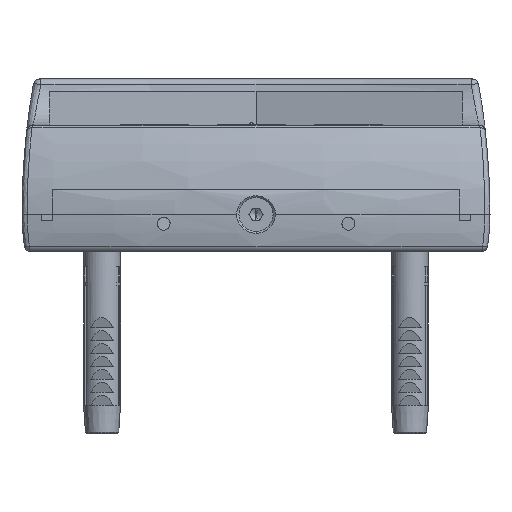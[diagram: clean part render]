
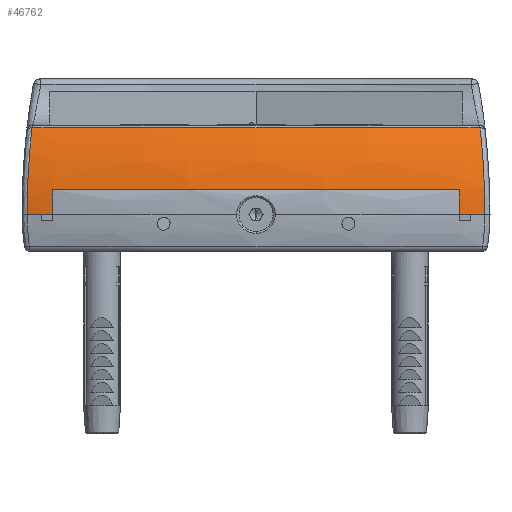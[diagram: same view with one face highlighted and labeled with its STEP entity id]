
A CAD part, front view. The second image highlights one B-rep face of the part: STEP entity #46762.
In plain terms, the highlighted toroidal (fillet/blend) face has major radius 194.389 mm and minor radius 25.611 mm.
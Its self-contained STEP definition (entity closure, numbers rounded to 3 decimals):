
#64 = AXIS2_PLACEMENT_3D ( 'NONE', #57660, #4000, #48094 ) ;
#663 = CARTESIAN_POINT ( 'NONE',  ( 0., 160.693, 1. ) ) ;
#695 = DIRECTION ( 'NONE',  ( -1., 0., 0. ) ) ;
#1268 = TOROIDAL_SURFACE ( 'NONE', #13484, 194.389, 25.611 ) ;
#3127 = CARTESIAN_POINT ( 'NONE',  ( 37.169, -56.144, 1. ) ) ;
#3439 = CARTESIAN_POINT ( 'NONE',  ( 37.169, -56.144, 2.249 ) ) ;
#4000 = DIRECTION ( 'NONE',  ( 0., 0., 1. ) ) ;
#5290 = CARTESIAN_POINT ( 'NONE',  ( 33., -56.791, 2.348 ) ) ;
#5457 = CARTESIAN_POINT ( 'NONE',  ( -37.021, -55.419, 7.143 ) ) ;
#5870 = CARTESIAN_POINT ( 'NONE',  ( -37.169, -56.144, 1. ) ) ;
#6606 = ORIENTED_EDGE ( 'NONE', *, *, #17269, .F. ) ;
#7602 = CARTESIAN_POINT ( 'NONE',  ( 36.503, -52.695, 14.004 ) ) ;
#7785 = EDGE_CURVE ( 'NONE', #46238, #20103, #26374, .T. ) ;
#9867 = CARTESIAN_POINT ( 'NONE',  ( -33., -56.818, 1. ) ) ;
#9877 = ORIENTED_EDGE ( 'NONE', *, *, #56167, .T. ) ;
#10260 = CARTESIAN_POINT ( 'NONE',  ( -36.386, -52.02, 15.049 ) ) ;
#10263 = VERTEX_POINT ( 'NONE', #50677 ) ;
#10706 = CARTESIAN_POINT ( 'NONE',  ( 33., -56.605, 4.343 ) ) ;
#11006 = DIRECTION ( 'NONE',  ( 0., 0., -1. ) ) ;
#12279 = DIRECTION ( 'NONE',  ( 0., 0., -1. ) ) ;
#13459 = VERTEX_POINT ( 'NONE', #13813 ) ;
#13484 = AXIS2_PLACEMENT_3D ( 'NONE', #663, #34841, #15347 ) ;
#13696 = CARTESIAN_POINT ( 'NONE',  ( -33., -56.605, 4.34 ) ) ;
#13813 = CARTESIAN_POINT ( 'NONE',  ( 36.386, -52.02, 15.049 ) ) ;
#14189 = CIRCLE ( 'NONE', #27484, 220. ) ;
#14719 = CARTESIAN_POINT ( 'NONE',  ( -36.99, -55.265, 7.748 ) ) ;
#15041 = CARTESIAN_POINT ( 'NONE',  ( -37.097, -55.792, 5.321 ) ) ;
#15347 = DIRECTION ( 'NONE',  ( -1., 0., 0. ) ) ;
#16318 = DIRECTION ( 'NONE',  ( 0., 0., -1. ) ) ;
#16669 = ORIENTED_EDGE ( 'NONE', *, *, #40704, .F. ) ;
#17269 = EDGE_CURVE ( 'NONE', #34838, #37128, #31184, .T. ) ;
#18458 = CARTESIAN_POINT ( 'NONE',  ( -33., -56.5, 5. ) ) ;
#20103 = VERTEX_POINT ( 'NONE', #30977 ) ;
#21258 = EDGE_LOOP ( 'NONE', ( #16669, #24454, #53394, #9877, #6606, #30448, #44976, #22716 ) ) ;
#22716 = ORIENTED_EDGE ( 'NONE', *, *, #7785, .F. ) ;
#22936 = CARTESIAN_POINT ( 'NONE',  ( 37.15, -56.055, 3.482 ) ) ;
#23457 = EDGE_CURVE ( 'NONE', #24747, #34838, #34322, .T. ) ;
#24454 = ORIENTED_EDGE ( 'NONE', *, *, #57195, .T. ) ;
#24747 = VERTEX_POINT ( 'NONE', #18458 ) ;
#25093 = DIRECTION ( 'NONE',  ( 1., 0., 0. ) ) ;
#25484 = EDGE_CURVE ( 'NONE', #24747, #20103, #62280, .T. ) ;
#26374 = B_SPLINE_CURVE_WITH_KNOTS ( 'NONE', 3,
 ( #49683, #49053, #5290, #53530, #10706, #28949 ),
 .UNSPECIFIED., .F., .F.,
 ( 4, 2, 4 ),
 ( 0.161, 0.163, 0.165 ),
 .UNSPECIFIED. ) ;
#26684 = CARTESIAN_POINT ( 'NONE',  ( 33., -56.818, 1. ) ) ;
#27484 = AXIS2_PLACEMENT_3D ( 'NONE', #47078, #12279, #46752 ) ;
#28949 = CARTESIAN_POINT ( 'NONE',  ( 33., -56.5, 5. ) ) ;
#29135 = AXIS2_PLACEMENT_3D ( 'NONE', #30483, #11006, #25093 ) ;
#29435 = CARTESIAN_POINT ( 'NONE',  ( -36.611, -53.286, 12.924 ) ) ;
#29805 = EDGE_CURVE ( 'NONE', #13459, #10263, #33204, .T. ) ;
#30448 = ORIENTED_EDGE ( 'NONE', *, *, #23457, .F. ) ;
#30483 = CARTESIAN_POINT ( 'NONE',  ( 0., 160.693, 1. ) ) ;
#30977 = CARTESIAN_POINT ( 'NONE',  ( 33., -56.5, 5. ) ) ;
#31184 = CIRCLE ( 'NONE', #29135, 220. ) ;
#31354 = B_SPLINE_CURVE_WITH_KNOTS ( 'NONE', 3,
 ( #3127, #3439, #22936, #42436, #43061, #62200, #47523, #37935, #47831, #46582, #7602, #61880 ),
 .UNSPECIFIED., .F., .F.,
 ( 4, 2, 2, 2, 2, 4 ),
 ( 0., 0.004, 0.007, 0.009, 0.011, 0.015 ),
 .UNSPECIFIED. ) ;
#33204 = CIRCLE ( 'NONE', #41373, 215.803 ) ;
#33287 = CARTESIAN_POINT ( 'NONE',  ( -37.169, -56.144, 1. ) ) ;
#34226 = CARTESIAN_POINT ( 'NONE',  ( -36.503, -52.695, 14.005 ) ) ;
#34322 = B_SPLINE_CURVE_WITH_KNOTS ( 'NONE', 3,
 ( #53641, #13696, #38613, #52694, #38930, #9867 ),
 .UNSPECIFIED., .F., .F.,
 ( 4, 2, 4 ),
 ( 0.158, 0.16, 0.162 ),
 .UNSPECIFIED. ) ;
#34535 = CARTESIAN_POINT ( 'NONE',  ( -37.169, -56.144, 2.248 ) ) ;
#34838 = VERTEX_POINT ( 'NONE', #51301 ) ;
#34841 = DIRECTION ( 'NONE',  ( 0., 0., -1. ) ) ;
#37128 = VERTEX_POINT ( 'NONE', #5870 ) ;
#37935 = CARTESIAN_POINT ( 'NONE',  ( 36.801, -54.296, 10.662 ) ) ;
#38613 = CARTESIAN_POINT ( 'NONE',  ( -33., -56.685, 3.676 ) ) ;
#38930 = CARTESIAN_POINT ( 'NONE',  ( -33., -56.818, 1.67 ) ) ;
#40704 = EDGE_CURVE ( 'NONE', #49179, #46238, #14189, .T. ) ;
#41373 = AXIS2_PLACEMENT_3D ( 'NONE', #54045, #16318, #695 ) ;
#42436 = CARTESIAN_POINT ( 'NONE',  ( 37.079, -55.706, 5.919 ) ) ;
#43061 = CARTESIAN_POINT ( 'NONE',  ( 37.026, -55.447, 7.122 ) ) ;
#44134 = CARTESIAN_POINT ( 'NONE',  ( -37.074, -55.682, 5.93 ) ) ;
#44976 = ORIENTED_EDGE ( 'NONE', *, *, #25484, .T. ) ;
#46238 = VERTEX_POINT ( 'NONE', #26684 ) ;
#46582 = CARTESIAN_POINT ( 'NONE',  ( 36.611, -53.288, 12.92 ) ) ;
#46752 = DIRECTION ( 'NONE',  ( 1., 0., 0. ) ) ;
#46762 = ADVANCED_FACE ( 'NONE', ( #58789 ), #1268, .T. ) ;
#47078 = CARTESIAN_POINT ( 'NONE',  ( 0., 160.693, 1. ) ) ;
#47523 = CARTESIAN_POINT ( 'NONE',  ( 36.885, -54.729, 9.497 ) ) ;
#47831 = CARTESIAN_POINT ( 'NONE',  ( 36.756, -54.059, 11.234 ) ) ;
#48094 = DIRECTION ( 'NONE',  ( -1., 0., 0. ) ) ;
#48287 = CARTESIAN_POINT ( 'NONE',  ( -37.151, -56.055, 3.484 ) ) ;
#48482 = CARTESIAN_POINT ( 'NONE',  ( 37.169, -56.144, 1. ) ) ;
#49053 = CARTESIAN_POINT ( 'NONE',  ( 33., -56.818, 1.673 ) ) ;
#49179 = VERTEX_POINT ( 'NONE', #48482 ) ;
#49683 = CARTESIAN_POINT ( 'NONE',  ( 33., -56.818, 1. ) ) ;
#50677 = CARTESIAN_POINT ( 'NONE',  ( -36.386, -52.02, 15.049 ) ) ;
#51301 = CARTESIAN_POINT ( 'NONE',  ( -33., -56.818, 1. ) ) ;
#52694 = CARTESIAN_POINT ( 'NONE',  ( -33., -56.791, 2.342 ) ) ;
#53394 = ORIENTED_EDGE ( 'NONE', *, *, #29805, .T. ) ;
#53530 = CARTESIAN_POINT ( 'NONE',  ( 33., -56.684, 3.681 ) ) ;
#53641 = CARTESIAN_POINT ( 'NONE',  ( -33., -56.5, 5. ) ) ;
#53865 = B_SPLINE_CURVE_WITH_KNOTS ( 'NONE', 3,
 ( #10260, #34226, #29435, #58488, #62951, #14719, #5457, #44134, #15041, #48287, #34535, #33287 ),
 .UNSPECIFIED., .F., .F.,
 ( 4, 2, 2, 2, 2, 4 ),
 ( 0., 0.004, 0.007, 0.009, 0.011, 0.015 ),
 .UNSPECIFIED. ) ;
#54045 = CARTESIAN_POINT ( 'NONE',  ( 0., 160.693, 15.049 ) ) ;
#56167 = EDGE_CURVE ( 'NONE', #10263, #37128, #53865, .T. ) ;
#57195 = EDGE_CURVE ( 'NONE', #49179, #13459, #31354, .T. ) ;
#57660 = CARTESIAN_POINT ( 'NONE',  ( 0., 160.693, 5. ) ) ;
#58488 = CARTESIAN_POINT ( 'NONE',  ( -36.802, -54.308, 10.688 ) ) ;
#58789 = FACE_OUTER_BOUND ( 'NONE', #21258, .T. ) ;
#61880 = CARTESIAN_POINT ( 'NONE',  ( 36.386, -52.02, 15.049 ) ) ;
#62200 = CARTESIAN_POINT ( 'NONE',  ( 36.923, -54.926, 8.905 ) ) ;
#62280 = CIRCLE ( 'NONE', #64, 219.686 ) ;
#62951 = CARTESIAN_POINT ( 'NONE',  ( -36.887, -54.74, 9.535 ) ) ;
